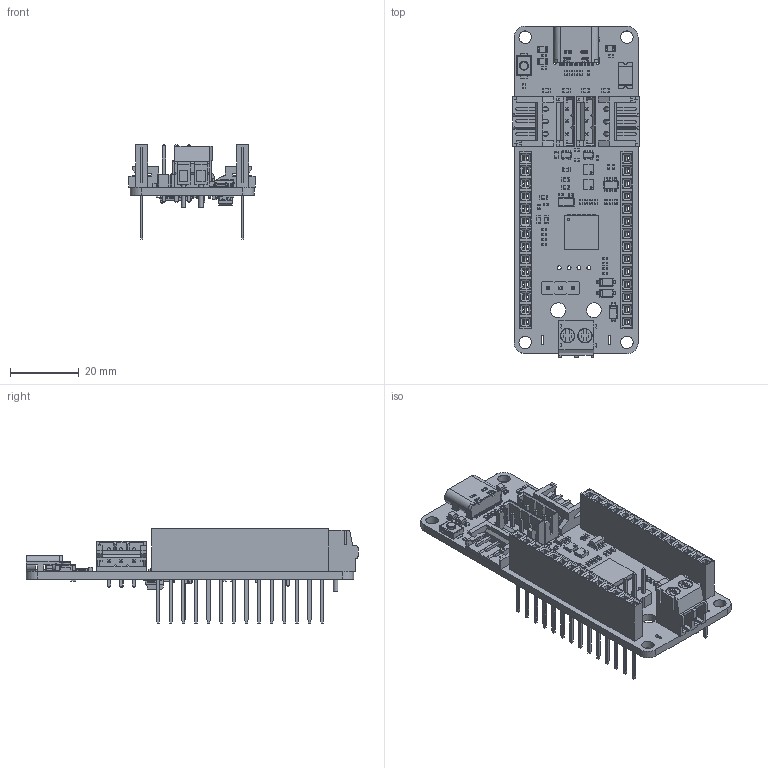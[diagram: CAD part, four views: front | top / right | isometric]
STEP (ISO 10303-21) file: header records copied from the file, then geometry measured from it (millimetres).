
FILE_DESCRIPTION(('FreeCAD Model'),'2;1');
FILE_NAME('Open CASCADE Shape Model','2025-05-02T16:10:48',('FreeCAD'),( 'FreeCAD'),'Open CASCADE STEP processor 7.6','FreeCAD','Unknown');
FILE_SCHEMA(('AUTOMOTIVE_DESIGN { 1 0 10303 214 1 1 1 1 }'));
Products named in the file (1): Open CASCADE STEP translator 7.6 1
Bounding box: 36.66 x 96.54 x 27.48 mm (x, y, z)
Volume: 14738.8 mm3; surface area: 23899.5 mm2
Topology: 136 solids, 156 shells, 5456 faces, 14111 edges, 9064 vertices
Faces by surface type: bspline 5456
Entity records: 152537 total; most frequent: CARTESIAN_POINT 68089, ORIENTED_EDGE 28158, EDGE_CURVE 14079, B_SPLINE_CURVE_WITH_KNOTS 11588, VERTEX_POINT 9064, FACE_BOUND 5783, EDGE_LOOP 5783, ADVANCED_FACE 5456
